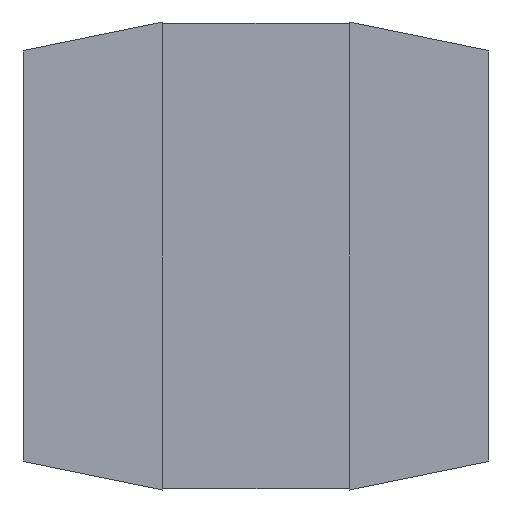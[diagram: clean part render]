
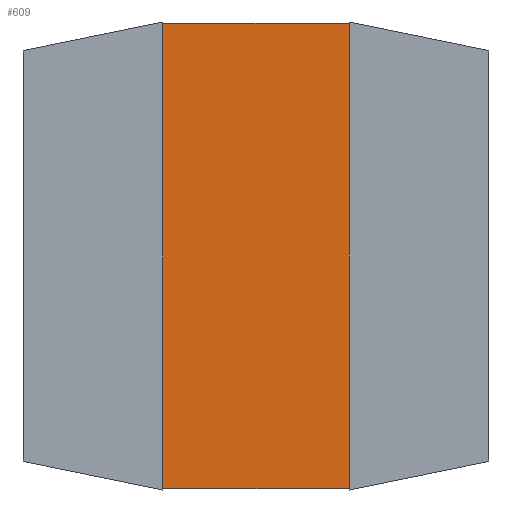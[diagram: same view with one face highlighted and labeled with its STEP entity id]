
A CAD part, front view. The second image highlights one B-rep face of the part: STEP entity #609.
In plain terms, the highlighted planar face has unit normal (0, -1, 0).
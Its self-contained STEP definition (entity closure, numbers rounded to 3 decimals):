
#12 = EDGE_CURVE ( 'NONE', #1659, #1246, #1371, .T. ) ;
#47 = CARTESIAN_POINT ( 'NONE',  ( -0.6, 0., -1.499 ) ) ;
#54 = ORIENTED_EDGE ( 'NONE', *, *, #806, .F. ) ;
#81 = DIRECTION ( 'NONE',  ( 0., 0., -1. ) ) ;
#90 = VECTOR ( 'NONE', #313, 1000. ) ;
#113 = VECTOR ( 'NONE', #888, 1000. ) ;
#114 = AXIS2_PLACEMENT_3D ( 'NONE', #1073, #1306, #413 ) ;
#128 = VERTEX_POINT ( 'NONE', #961 ) ;
#169 = ORIENTED_EDGE ( 'NONE', *, *, #710, .F. ) ;
#193 = DIRECTION ( 'NONE',  ( 0., 0., -1. ) ) ;
#220 = CARTESIAN_POINT ( 'NONE',  ( -0.6, 0., -1.499 ) ) ;
#228 = EDGE_LOOP ( 'NONE', ( #1046, #1243, #54, #169, #1523, #1078, #629, #675 ) ) ;
#255 = CARTESIAN_POINT ( 'NONE',  ( -0.595, 0., 1.5 ) ) ;
#303 = EDGE_CURVE ( 'NONE', #1480, #1598, #534, .T. ) ;
#313 = DIRECTION ( 'NONE',  ( -1., 0., 0. ) ) ;
#321 = FACE_OUTER_BOUND ( 'NONE', #228, .T. ) ;
#326 = CARTESIAN_POINT ( 'NONE',  ( 0.6, 0., -1.499 ) ) ;
#376 = CARTESIAN_POINT ( 'NONE',  ( 1.5, 0., -1.315 ) ) ;
#400 = LINE ( 'NONE', #959, #90 ) ;
#413 = DIRECTION ( 'NONE',  ( 0., 0., 1. ) ) ;
#534 = LINE ( 'NONE', #255, #113 ) ;
#558 = LINE ( 'NONE', #1360, #1435 ) ;
#609 = ADVANCED_FACE ( 'NONE', ( #321 ), #931, .F. ) ;
#611 = CARTESIAN_POINT ( 'NONE',  ( 0.595, 0., 1.5 ) ) ;
#629 = ORIENTED_EDGE ( 'NONE', *, *, #1499, .F. ) ;
#655 = VECTOR ( 'NONE', #1375, 1000. ) ;
#675 = ORIENTED_EDGE ( 'NONE', *, *, #303, .F. ) ;
#710 = EDGE_CURVE ( 'NONE', #128, #1206, #400, .T. ) ;
#718 = DIRECTION ( 'NONE',  ( 0.98, 0., 0.2 ) ) ;
#724 = LINE ( 'NONE', #376, #1276 ) ;
#806 = EDGE_CURVE ( 'NONE', #1206, #1133, #558, .T. ) ;
#834 = CARTESIAN_POINT ( 'NONE',  ( 0.6, 0., -1.499 ) ) ;
#888 = DIRECTION ( 'NONE',  ( 1., 0., 0. ) ) ;
#899 = LINE ( 'NONE', #1502, #655 ) ;
#931 = PLANE ( 'NONE',  #114 ) ;
#939 = CARTESIAN_POINT ( 'NONE',  ( -0.6, 0., 1.499 ) ) ;
#947 = VECTOR ( 'NONE', #81, 1000. ) ;
#959 = CARTESIAN_POINT ( 'NONE',  ( 0.595, 0., -1.5 ) ) ;
#961 = CARTESIAN_POINT ( 'NONE',  ( 0.595, 0., -1.5 ) ) ;
#975 = EDGE_CURVE ( 'NONE', #1246, #128, #724, .T. ) ;
#1046 = ORIENTED_EDGE ( 'NONE', *, *, #1213, .F. ) ;
#1073 = CARTESIAN_POINT ( 'NONE',  ( 0., 0., 0. ) ) ;
#1078 = ORIENTED_EDGE ( 'NONE', *, *, #12, .F. ) ;
#1098 = LINE ( 'NONE', #1472, #1357 ) ;
#1119 = VERTEX_POINT ( 'NONE', #939 ) ;
#1133 = VERTEX_POINT ( 'NONE', #47 ) ;
#1141 = DIRECTION ( 'NONE',  ( -0.98, 0., -0.2 ) ) ;
#1206 = VERTEX_POINT ( 'NONE', #1612 ) ;
#1213 = EDGE_CURVE ( 'NONE', #1119, #1480, #1098, .T. ) ;
#1243 = ORIENTED_EDGE ( 'NONE', *, *, #1269, .T. ) ;
#1246 = VERTEX_POINT ( 'NONE', #326 ) ;
#1269 = EDGE_CURVE ( 'NONE', #1119, #1133, #1572, .T. ) ;
#1276 = VECTOR ( 'NONE', #1141, 1000. ) ;
#1306 = DIRECTION ( 'NONE',  ( 0., 1., 0. ) ) ;
#1357 = VECTOR ( 'NONE', #718, 1000. ) ;
#1360 = CARTESIAN_POINT ( 'NONE',  ( -0.595, 0., -1.5 ) ) ;
#1371 = LINE ( 'NONE', #834, #1410 ) ;
#1375 = DIRECTION ( 'NONE',  ( 0.98, 0., -0.2 ) ) ;
#1410 = VECTOR ( 'NONE', #193, 1000. ) ;
#1435 = VECTOR ( 'NONE', #1627, 1000. ) ;
#1442 = CARTESIAN_POINT ( 'NONE',  ( -0.595, 0., 1.5 ) ) ;
#1472 = CARTESIAN_POINT ( 'NONE',  ( -1.5, 0., 1.315 ) ) ;
#1480 = VERTEX_POINT ( 'NONE', #1442 ) ;
#1499 = EDGE_CURVE ( 'NONE', #1598, #1659, #899, .T. ) ;
#1502 = CARTESIAN_POINT ( 'NONE',  ( 0.595, 0., 1.5 ) ) ;
#1523 = ORIENTED_EDGE ( 'NONE', *, *, #975, .F. ) ;
#1572 = LINE ( 'NONE', #220, #947 ) ;
#1598 = VERTEX_POINT ( 'NONE', #611 ) ;
#1612 = CARTESIAN_POINT ( 'NONE',  ( -0.595, 0., -1.5 ) ) ;
#1627 = DIRECTION ( 'NONE',  ( -0.98, 0., 0.2 ) ) ;
#1658 = CARTESIAN_POINT ( 'NONE',  ( 0.6, 0., 1.499 ) ) ;
#1659 = VERTEX_POINT ( 'NONE', #1658 ) ;
